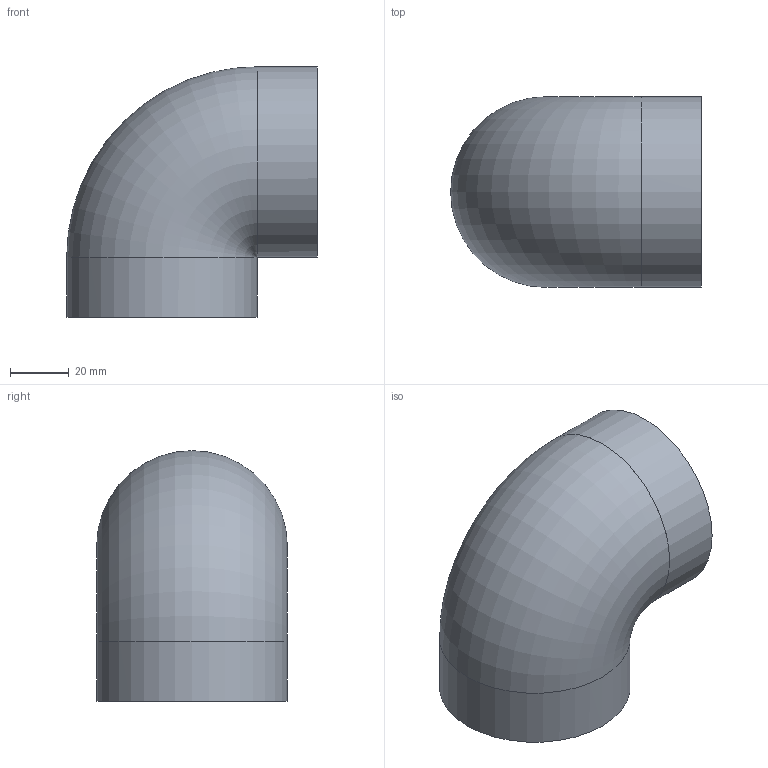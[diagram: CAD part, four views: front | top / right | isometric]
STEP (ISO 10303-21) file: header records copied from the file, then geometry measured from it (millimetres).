
FILE_DESCRIPTION( ( 'STEP AP214' ), '1' );
FILE_NAME( 'AGRU_11051005007_Elbow 90°_PPR grey_50 - MOP 20 bar (architecture400).stp', '2022-03-09T12:04:17', ( 'License CC BY-ND 4.0' ), ( 'CADENAS' ), ' ', 'PARTsolutions', ' ' );
FILE_SCHEMA( ( 'AUTOMOTIVE_DESIGN { 1 0 10303 214 1 1 1 1 }' ) );
Length unit declared in the file: millimetre
Products named in the file (1): _AGRU_11051005007_Elbow 90°_PPR grey_50 - MOP 20 bar (architecture400)
Bounding box: 85.5 x 65 x 85.5 mm (x, y, z)
Volume: 154392.7 mm3; surface area: 36006.2 mm2
Topology: 1 solids, 1 shells, 12 faces, 23 edges, 15 vertices
Faces by surface type: plane 6, cylinder 4, torus 2
Full cylindrical faces by diameter (mm): 50 x2, 65 x2
Entity records: 554 total; most frequent: CARTESIAN_POINT 235, DIRECTION 48, ORIENTED_EDGE 26, AXIS2_PLACEMENT_3D 24, EDGE_LOOP 22, FACE_OUTER_BOUND 18, EDGE_CURVE 13, STYLED_ITEM 12
